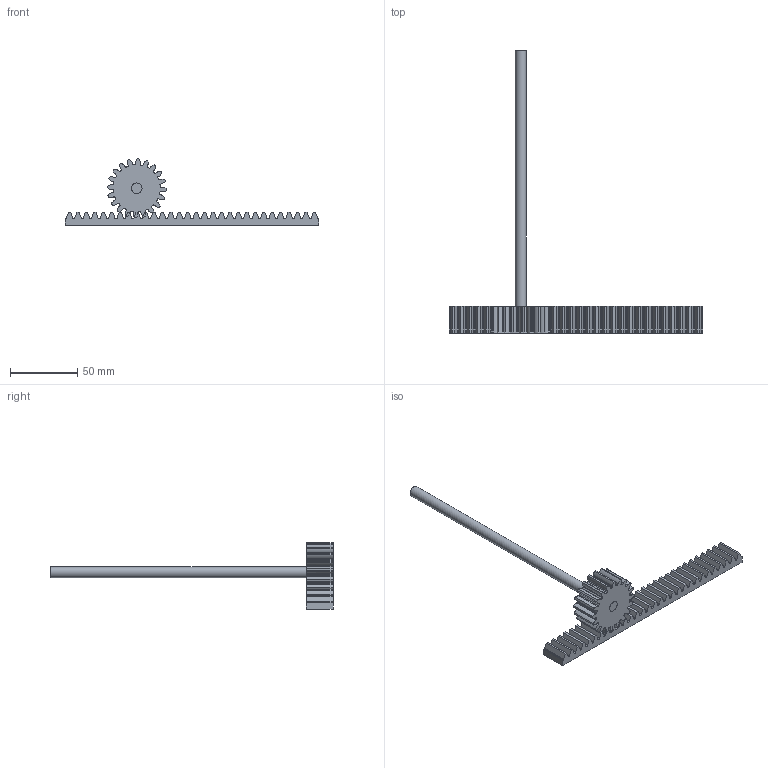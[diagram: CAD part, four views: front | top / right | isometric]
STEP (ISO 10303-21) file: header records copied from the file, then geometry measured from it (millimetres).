
FILE_DESCRIPTION(/* description */ (''),/* implementation_level */ '2;1');
FILE_NAME(/* name */ 'rack and pinion.step',/* time_stamp */ '2024-04-10T12:14:39+05:30',/* author */ (''),/* organization */ (''),/* preprocessor_version */ 'ST-DEVELOPER v20',/* originating_system */ 'Autodesk Translation Framework v12.20.1.177',/* authorisation */ '');
FILE_SCHEMA (('AUTOMOTIVE_DESIGN { 1 0 10303 214 3 1 1 }'));
Length unit declared in the file: millimetre
Products named in the file (4): Rack-with-gear-and-motion-link; Shaft; Spur Gear (20 teeth); Rack
Assembly tree (3 placements, depth 2):
  Rack-with-gear-and-motion-link
    Shaft
    Spur Gear (20 teeth)
    Rack
Bounding box: 188.5 x 210 x 49.5 mm (x, y, z)
Volume: 63037.4 mm3; surface area: 27047.9 mm2
Topology: 3 solids, 3 shells, 351 faces, 1035 edges, 690 vertices
Faces by surface type: plane 170, cylinder 141, bspline 40
Full cylindrical faces by diameter (mm): 8 x1
Entity records: 23342 total; most frequent: CARTESIAN_POINT 13963, ORIENTED_EDGE 2070, DIRECTION 1873, EDGE_CURVE 1035, VERTEX_POINT 690, LINE 673, VECTOR 673, AXIS2_PLACEMENT_3D 600
